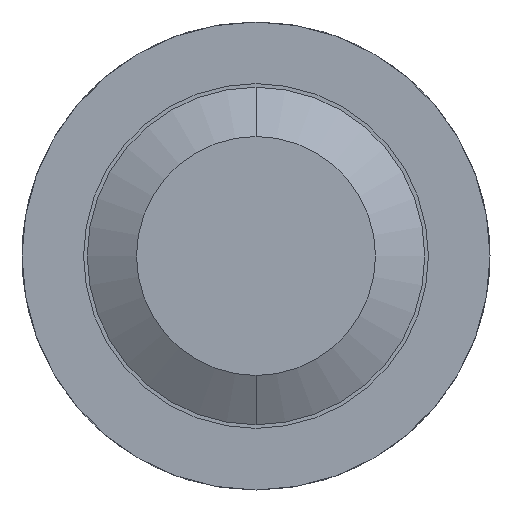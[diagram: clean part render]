
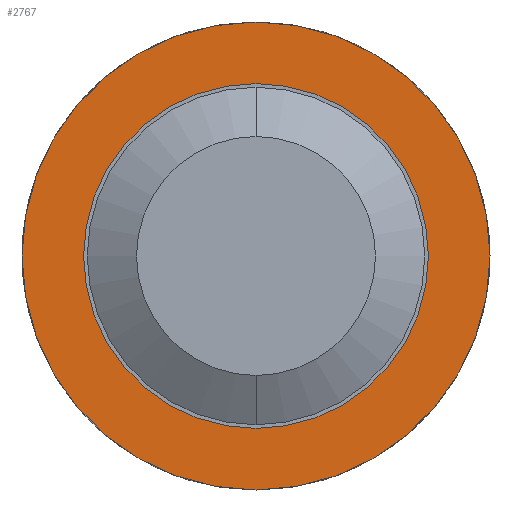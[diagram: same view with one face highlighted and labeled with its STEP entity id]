
A CAD part, front view. The second image highlights one B-rep face of the part: STEP entity #2767.
In plain terms, the highlighted planar face has unit normal (0, -1, 0).
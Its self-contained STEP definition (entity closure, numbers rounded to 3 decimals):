
#165 = VERTEX_POINT ( 'NONE', #1491 ) ;
#221 = DIRECTION ( 'NONE',  ( 0., 1., 0. ) ) ;
#265 = EDGE_LOOP ( 'NONE', ( #2343, #2801 ) ) ;
#369 = ORIENTED_EDGE ( 'NONE', *, *, #2547, .T. ) ;
#400 = DIRECTION ( 'NONE',  ( 0., 0., 1. ) ) ;
#451 = AXIS2_PLACEMENT_3D ( 'NONE', #2710, #474, #718 ) ;
#474 = DIRECTION ( 'NONE',  ( 0., 1., 0. ) ) ;
#516 = CIRCLE ( 'NONE', #2966, 0.685 ) ;
#521 = DIRECTION ( 'NONE',  ( 0., 1., 0. ) ) ;
#681 = DIRECTION ( 'NONE',  ( 0., 1., 0. ) ) ;
#718 = DIRECTION ( 'NONE',  ( 0., 0., 1. ) ) ;
#800 = DIRECTION ( 'NONE',  ( 0., 0., 1. ) ) ;
#929 = AXIS2_PLACEMENT_3D ( 'NONE', #2420, #3571, #979 ) ;
#979 = DIRECTION ( 'NONE',  ( 0., 0., 1. ) ) ;
#1007 = CARTESIAN_POINT ( 'NONE',  ( 0., -2.5, 0. ) ) ;
#1035 = EDGE_CURVE ( 'Defeature ausgef�hrt2_16+Defeature ausgef�hrt2_10+Defeature ausgef�hrt2_10+Defeature ausgef�hrt2_10', #1149, #3348, #3458, .T. ) ;
#1044 = CARTESIAN_POINT ( 'NONE',  ( 0., -2.5, 0.685 ) ) ;
#1149 = VERTEX_POINT ( 'NONE', #1044 ) ;
#1293 = CIRCLE ( 'NONE', #929, 0.95 ) ;
#1491 = CARTESIAN_POINT ( 'NONE',  ( 0., -2.5, -0.95 ) ) ;
#1885 = FACE_OUTER_BOUND ( 'NONE', #265, .T. ) ;
#1926 = CARTESIAN_POINT ( 'NONE',  ( 0., -2.5, 0. ) ) ;
#2207 = DIRECTION ( 'NONE',  ( 0., 0., 1. ) ) ;
#2278 = ORIENTED_EDGE ( 'NONE', *, *, #1035, .T. ) ;
#2313 = CIRCLE ( 'NONE', #3161, 0.95 ) ;
#2343 = ORIENTED_EDGE ( 'NONE', *, *, #3573, .F. ) ;
#2420 = CARTESIAN_POINT ( 'NONE',  ( 0., -2.5, 0. ) ) ;
#2465 = PLANE ( 'NONE',  #451 ) ;
#2544 = EDGE_LOOP ( 'NONE', ( #2278, #369 ) ) ;
#2547 = EDGE_CURVE ( 'Defeature ausgef�hrt2_16+Defeature ausgef�hrt2_10+Defeature ausgef�hrt2_10+Defeature ausgef�hrt2_10', #3348, #1149, #516, .T. ) ;
#2609 = CARTESIAN_POINT ( 'NONE',  ( 0., -2.5, -0.685 ) ) ;
#2710 = CARTESIAN_POINT ( 'NONE',  ( 0.95, -2.5, 0. ) ) ;
#2767 = ADVANCED_FACE ( 'Defeature ausgef�hrt2_16', ( #1885, #3551 ), #2465, .F. ) ;
#2771 = EDGE_CURVE ( 'Defeature ausgef�hrt2_15+Defeature ausgef�hrt2_16+Defeature ausgef�hrt2_16+Defeature ausgef�hrt2_16', #165, #3255, #1293, .T. ) ;
#2801 = ORIENTED_EDGE ( 'NONE', *, *, #2771, .F. ) ;
#2913 = AXIS2_PLACEMENT_3D ( 'NONE', #1007, #681, #400 ) ;
#2966 = AXIS2_PLACEMENT_3D ( 'NONE', #3133, #521, #800 ) ;
#3045 = CARTESIAN_POINT ( 'NONE',  ( 0., -2.5, 0.95 ) ) ;
#3133 = CARTESIAN_POINT ( 'NONE',  ( 0., -2.5, 0. ) ) ;
#3161 = AXIS2_PLACEMENT_3D ( 'NONE', #1926, #221, #2207 ) ;
#3255 = VERTEX_POINT ( 'NONE', #3045 ) ;
#3348 = VERTEX_POINT ( 'NONE', #2609 ) ;
#3458 = CIRCLE ( 'NONE', #2913, 0.685 ) ;
#3551 = FACE_BOUND ( 'NONE', #2544, .T. ) ;
#3571 = DIRECTION ( 'NONE',  ( 0., 1., 0. ) ) ;
#3573 = EDGE_CURVE ( 'Defeature ausgef�hrt2_15+Defeature ausgef�hrt2_16+Defeature ausgef�hrt2_16+Defeature ausgef�hrt2_16', #3255, #165, #2313, .T. ) ;
